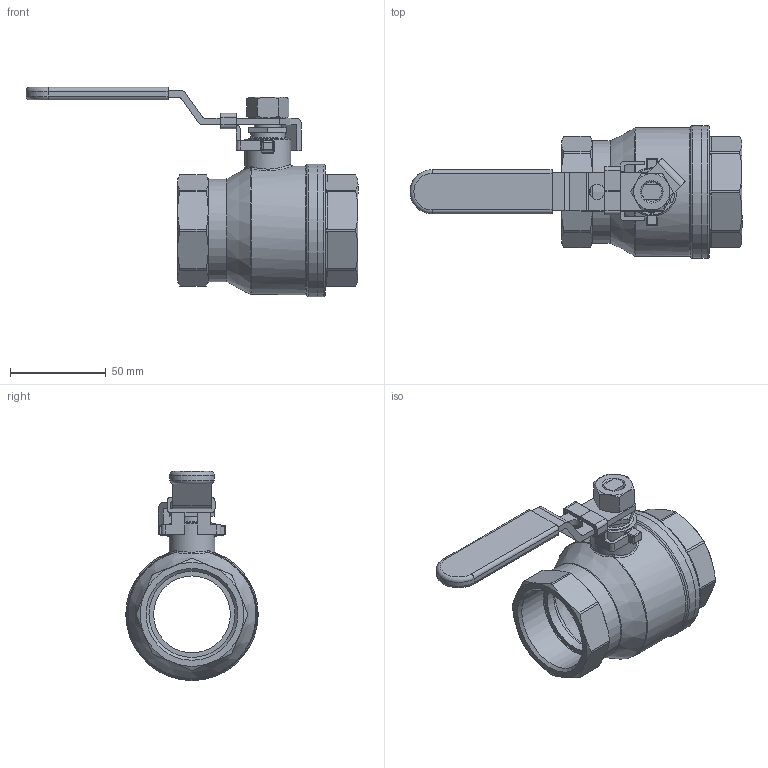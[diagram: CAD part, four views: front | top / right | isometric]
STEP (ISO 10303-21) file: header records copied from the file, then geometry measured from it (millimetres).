
FILE_DESCRIPTION(/* description */ ('Unknown'),/* implementation_level */ '2;1');
FILE_NAME(/* name */ '9360-08',/* time_stamp */ '2022-07-04T08:46:52+02:00',/* author */ ('Unknown'),/* organization */ ('Unknown'),/* preprocessor_version */ 'ST-DEVELOPER v16.7',/* originating_system */ 'Solid Edge',/* authorisation */ 'Unknown');
FILE_SCHEMA (('AUTOMOTIVE_DESIGN {1 0 10303 214 3 1 1}'));
Length unit declared in the file: millimetre
Products named in the file (12): 9360-08; 9380_1 1_2_oa_0; Körper__1-1_2; Spindel-Zusammanbau__1-1_2_oa_1; Spindel__1-1_2; Stopfbuchse__1-1_4 - 1-1_2; Einschraubteil__1-1_2; Edelstahlgriff__1-1_4-1-1_2; Schloss_1_1_4-1_1_2; Ummantelung_1_1_4-1_1_2; Griff 1_1_4 -1_1_2; 600-1_1_2-Mutter-st.gr.
Assembly tree (11 placements, depth 4):
  9360-08
    9380_1 1_2_oa_0
      Körper__1-1_2
      Spindel-Zusammanbau__1-1_2_oa_1
        Spindel__1-1_2
      Stopfbuchse__1-1_4 - 1-1_2
      Einschraubteil__1-1_2
    Edelstahlgriff__1-1_4-1-1_2
      Schloss_1_1_4-1_1_2
      Ummantelung_1_1_4-1_1_2
      Griff 1_1_4 -1_1_2
    600-1_1_2-Mutter-st.gr.
Bounding box: 173 x 69 x 109 mm (x, y, z)
Volume: 116410.7 mm3; surface area: 69915.7 mm2
Topology: 8 solids, 8 shells, 327 faces, 802 edges, 502 vertices
Faces by surface type: plane 131, cylinder 108, cone 56, bspline 14, sphere 9, torus 9
Full cylindrical faces by diameter (mm): 8 x1, 10.2 x1, 14 x2, 14.5 x1, 18 x2, 18.376 x2, 19 x1, 20 x1, 24 x1, 40 x2, 44.845 x4, 49 x2, 53.5 x1, 60.376 x1, 62 x2, 65.2 x1, 67 x1, 69 x2
Entity records: 12514 total; most frequent: CARTESIAN_POINT 3442, DIRECTION 1506, ORIENTED_EDGE 1446, EDGE_CURVE 723, AXIS2_PLACEMENT_3D 596, VERTEX_POINT 478, EDGE_LOOP 407, FACE_BOUND 407
